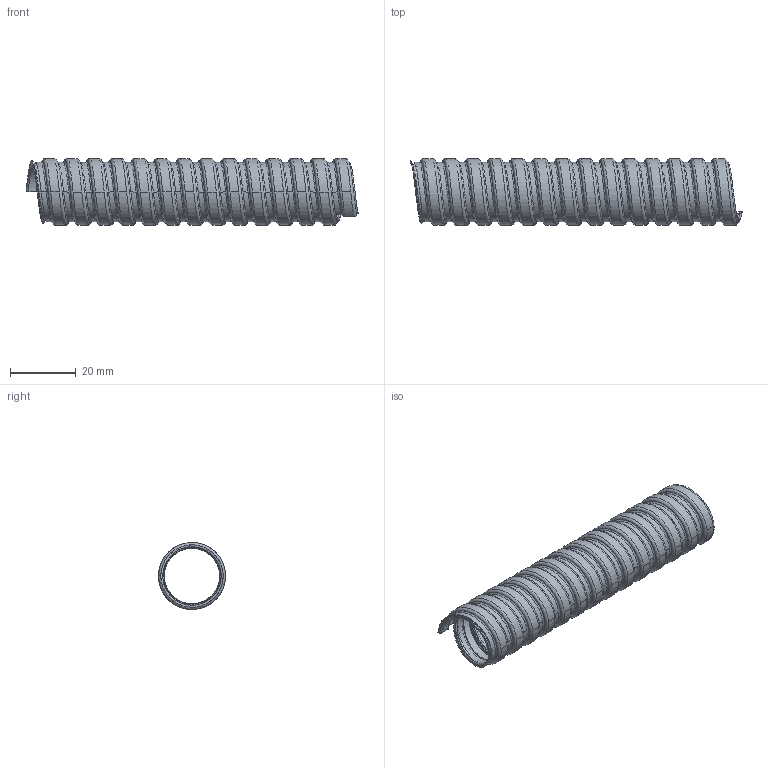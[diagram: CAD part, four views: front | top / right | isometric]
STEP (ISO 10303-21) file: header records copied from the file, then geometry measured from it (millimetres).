
FILE_DESCRIPTION(/* description */ ('Металлорукав МРПИ нг серый','CAx-IF Rec.Pracs.---Representation and Presentation of Product Manufacturing Information (PMI)---4.0---2014-10-13'),/* implementation_level */ '2;1');
FILE_NAME(/* name */ '',/* time_stamp */ '2025-05-30T11:15:37+07:00',/* author */ ('zeta-82'),/* organization */ ('ЗЭТА'),/* preprocessor_version */ 'ST-DEVELOPER v19.2',/* originating_system */ 'Autodesk Inventor 2024',/* authorisation */ '');
FILE_SCHEMA (('AP242_MANAGED_MODEL_BASED_3D_ENGINEERING_MIM_LF { 1 0 10303 442 1 1 4 }'));
Products named in the file (3): ЗЭТА.104.110.000-05; ЗЭТА.104.210.000-05; Пластикат НГП 
30-32 серый_МРПИ 18
Assembly tree (2 placements, depth 2):
  ЗЭТА.104.110.000-05
    ЗЭТА.104.210.000-05
    Пластикат НГП 
30-32 серый_МРПИ 18
Bounding box: 100.73 x 20.3 x 20.3 mm (x, y, z)
Volume: 3568.4 mm3; surface area: 27743.4 mm2
Topology: 2 solids, 2 shells, 182 faces, 536 edges, 356 vertices
Faces by surface type: cylinder 150, bspline 28, plane 4
Full cylindrical faces by diameter (mm): 16.9 x13, 17.26 x26, 17.62 x13, 17.96 x13, 18.88 x13, 19.24 x13, 19.6 x26, 20.3 x13
Entity records: 33964 total; most frequent: CARTESIAN_POINT 29363, ORIENTED_EDGE 1072, DIRECTION 618, EDGE_CURVE 536, VERTEX_POINT 356, B_SPLINE_CURVE_WITH_KNOTS 320, AXIS2_PLACEMENT_3D 217, STYLED_ITEM 186
